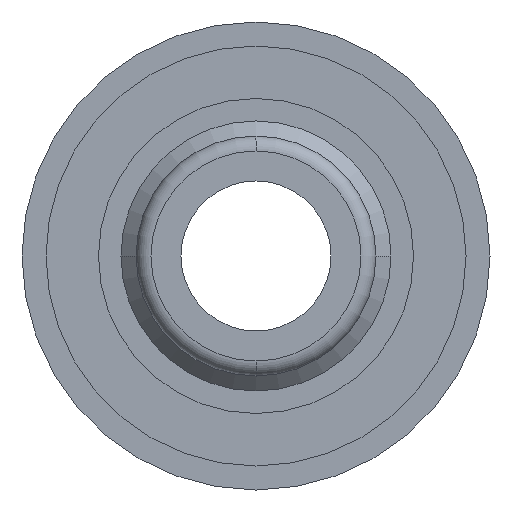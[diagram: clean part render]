
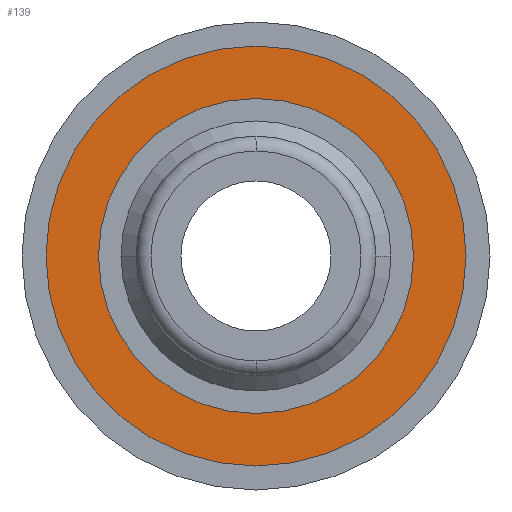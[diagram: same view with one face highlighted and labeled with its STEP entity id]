
A CAD part, front view. The second image highlights one B-rep face of the part: STEP entity #139.
In plain terms, the highlighted planar face has unit normal (0, -1, 0).
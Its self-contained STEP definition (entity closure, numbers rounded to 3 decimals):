
#139=ADVANCED_FACE('',(#282,#283),#284,.T.);
#282=FACE_BOUND('',#421,.T.);
#283=FACE_OUTER_BOUND('',#422,.T.);
#284=PLANE('',#423);
#421=EDGE_LOOP('',(#738,#739));
#422=EDGE_LOOP('',(#740,#741));
#423=AXIS2_PLACEMENT_3D('',#742,#743,#744);
#738=ORIENTED_EDGE('',*,*,#871,.T.);
#739=ORIENTED_EDGE('',*,*,#891,.T.);
#740=ORIENTED_EDGE('',*,*,#851,.T.);
#741=ORIENTED_EDGE('',*,*,#875,.T.);
#742=CARTESIAN_POINT('',(0.0,23.5,0.0));
#743=DIRECTION('',(0.0,-1.0,0.0));
#744=DIRECTION('',(-1.0,0.0,0.0));
#851=EDGE_CURVE('',#1017,#1022,#1024,.T.);
#871=EDGE_CURVE('',#1049,#1047,#1050,.T.);
#875=EDGE_CURVE('',#1022,#1017,#1054,.T.);
#891=EDGE_CURVE('',#1047,#1049,#1070,.T.);
#1017=VERTEX_POINT('',#1218);
#1022=VERTEX_POINT('',#1224);
#1024=CIRCLE('',#1227,7.0);
#1047=VERTEX_POINT('',#1252);
#1049=VERTEX_POINT('',#1255);
#1050=CIRCLE('',#1256,5.25);
#1054=CIRCLE('',#1261,7.0);
#1070=CIRCLE('',#1279,5.25);
#1218=CARTESIAN_POINT('',(7.0,23.5,0.0));
#1224=CARTESIAN_POINT('',(-7.0,23.5,0.));
#1227=AXIS2_PLACEMENT_3D('',#1424,#1425,#1426);
#1252=CARTESIAN_POINT('',(5.25,23.5,0.));
#1255=CARTESIAN_POINT('',(-5.25,23.5,0.));
#1256=AXIS2_PLACEMENT_3D('',#1451,#1452,#1453);
#1261=AXIS2_PLACEMENT_3D('',#1455,#1456,#1457);
#1279=AXIS2_PLACEMENT_3D('',#1475,#1476,#1477);
#1424=CARTESIAN_POINT('',(0.0,23.5,0.0));
#1425=DIRECTION('',(0.0,-1.0,0.0));
#1426=DIRECTION('',(1.0,0.0,0.0));
#1451=CARTESIAN_POINT('',(0.0,23.5,0.0));
#1452=DIRECTION('',(-0.0,1.0,0.0));
#1453=DIRECTION('',(1.0,0.0,0.0));
#1455=CARTESIAN_POINT('',(0.0,23.5,0.0));
#1456=DIRECTION('',(0.0,-1.0,0.0));
#1457=DIRECTION('',(1.0,0.0,0.0));
#1475=CARTESIAN_POINT('',(0.0,23.5,0.0));
#1476=DIRECTION('',(-0.0,1.0,0.0));
#1477=DIRECTION('',(1.0,0.0,0.0));
